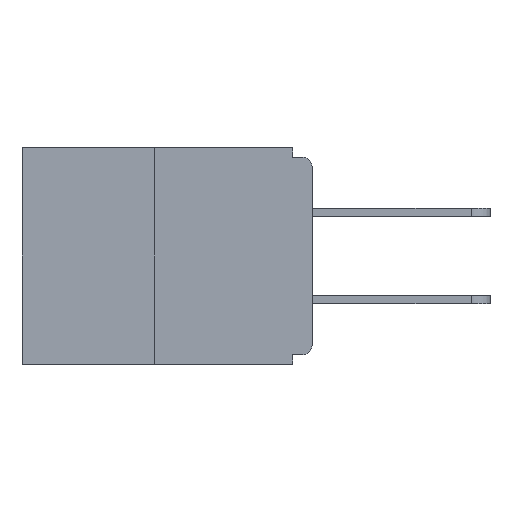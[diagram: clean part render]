
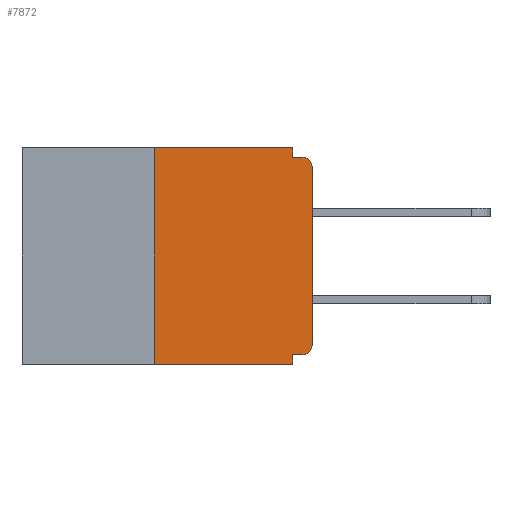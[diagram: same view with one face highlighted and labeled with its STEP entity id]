
A CAD part, left-side view. The second image highlights one B-rep face of the part: STEP entity #7872.
In plain terms, the highlighted planar face has unit normal (-1, 0, 0).
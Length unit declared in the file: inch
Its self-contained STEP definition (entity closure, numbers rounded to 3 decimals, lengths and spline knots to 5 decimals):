
#499 = CARTESIAN_POINT ( 'NONE',  ( 0., 0.031, -0.015 ) ) ;
#599 = VERTEX_POINT ( 'NONE', #1448 ) ;
#636 = EDGE_CURVE ( 'NONE', #5939, #4529, #11915, .T. ) ;
#855 = DIRECTION ( 'NONE',  ( 0., -1., 0. ) ) ;
#888 = CARTESIAN_POINT ( 'NONE',  ( 0., 0.25, -0.343 ) ) ;
#1024 = CIRCLE ( 'NONE', #2528, 0.015 ) ;
#1448 = CARTESIAN_POINT ( 'NONE',  ( 0., 0.031, -0.328 ) ) ;
#1463 = PLANE ( 'NONE',  #6710 ) ;
#1569 = DIRECTION ( 'NONE',  ( 0., -1., 0. ) ) ;
#1583 = VERTEX_POINT ( 'NONE', #499 ) ;
#1601 = CARTESIAN_POINT ( 'NONE',  ( 0., 0., -0.328 ) ) ;
#1708 = CARTESIAN_POINT ( 'NONE',  ( 0., 0., 0. ) ) ;
#1765 = LINE ( 'NONE', #5171, #7034 ) ;
#2072 = VECTOR ( 'NONE', #6068, 39.37008 ) ;
#2113 = EDGE_CURVE ( 'NONE', #10299, #1583, #5384, .T. ) ;
#2281 = VECTOR ( 'NONE', #10224, 39.37008 ) ;
#2314 = ORIENTED_EDGE ( 'NONE', *, *, #2880, .T. ) ;
#2364 = LINE ( 'NONE', #7887, #2072 ) ;
#2450 = VERTEX_POINT ( 'NONE', #11927 ) ;
#2528 = AXIS2_PLACEMENT_3D ( 'NONE', #7162, #9346, #5596 ) ;
#2845 = CARTESIAN_POINT ( 'NONE',  ( 0., 0.031, 0. ) ) ;
#2855 = CARTESIAN_POINT ( 'NONE',  ( 0., 0., -0.313 ) ) ;
#2860 = CARTESIAN_POINT ( 'NONE',  ( 0., 0.25, 0. ) ) ;
#2880 = EDGE_CURVE ( 'NONE', #5939, #10309, #7826, .T. ) ;
#3241 = DIRECTION ( 'NONE',  ( 0., 0., -1. ) ) ;
#3267 = ORIENTED_EDGE ( 'NONE', *, *, #2113, .F. ) ;
#3483 = VECTOR ( 'NONE', #7525, 39.37008 ) ;
#3497 = ORIENTED_EDGE ( 'NONE', *, *, #5012, .T. ) ;
#3542 = VECTOR ( 'NONE', #3779, 39.37008 ) ;
#3625 = EDGE_CURVE ( 'NONE', #4529, #10299, #7082, .T. ) ;
#3646 = ORIENTED_EDGE ( 'NONE', *, *, #7682, .F. ) ;
#3729 = VERTEX_POINT ( 'NONE', #6784 ) ;
#3779 = DIRECTION ( 'NONE',  ( 0., 1., 0. ) ) ;
#3810 = ORIENTED_EDGE ( 'NONE', *, *, #8228, .F. ) ;
#4093 = AXIS2_PLACEMENT_3D ( 'NONE', #8775, #7966, #3241 ) ;
#4247 = DIRECTION ( 'NONE',  ( 0., 0., -1. ) ) ;
#4529 = VERTEX_POINT ( 'NONE', #11280 ) ;
#4949 = EDGE_CURVE ( 'NONE', #1583, #3729, #2364, .T. ) ;
#4981 = EDGE_CURVE ( 'NONE', #2450, #3729, #1024, .T. ) ;
#5012 = EDGE_CURVE ( 'NONE', #5473, #2450, #5304, .T. ) ;
#5171 = CARTESIAN_POINT ( 'NONE',  ( 0., 0.031, -0.343 ) ) ;
#5304 = LINE ( 'NONE', #1708, #6336 ) ;
#5384 = LINE ( 'NONE', #2845, #2281 ) ;
#5462 = FACE_OUTER_BOUND ( 'NONE', #5704, .T. ) ;
#5473 = VERTEX_POINT ( 'NONE', #2855 ) ;
#5596 = DIRECTION ( 'NONE',  ( 0., 0., -1. ) ) ;
#5668 = CIRCLE ( 'NONE', #4093, 0.015 ) ;
#5704 = EDGE_LOOP ( 'NONE', ( #11366, #8887, #2314, #3810, #3646, #8782, #3497, #7483, #5845, #3267 ) ) ;
#5845 = ORIENTED_EDGE ( 'NONE', *, *, #4949, .F. ) ;
#5939 = VERTEX_POINT ( 'NONE', #888 ) ;
#6068 = DIRECTION ( 'NONE',  ( 0., -1., 0. ) ) ;
#6071 = EDGE_CURVE ( 'NONE', #10672, #5473, #5668, .T. ) ;
#6336 = VECTOR ( 'NONE', #8338, 39.37008 ) ;
#6710 = AXIS2_PLACEMENT_3D ( 'NONE', #9066, #8122, #9910 ) ;
#6784 = CARTESIAN_POINT ( 'NONE',  ( 0., 0.015, -0.015 ) ) ;
#7034 = VECTOR ( 'NONE', #4247, 39.37008 ) ;
#7082 = LINE ( 'NONE', #10177, #7392 ) ;
#7162 = CARTESIAN_POINT ( 'NONE',  ( 0., 0.015, -0.03 ) ) ;
#7286 = CARTESIAN_POINT ( 'NONE',  ( 0., 0.031, 0. ) ) ;
#7392 = VECTOR ( 'NONE', #855, 39.37008 ) ;
#7483 = ORIENTED_EDGE ( 'NONE', *, *, #4981, .T. ) ;
#7525 = DIRECTION ( 'NONE',  ( 0., 0., 1. ) ) ;
#7682 = EDGE_CURVE ( 'NONE', #10672, #599, #10850, .T. ) ;
#7826 = LINE ( 'NONE', #8080, #10596 ) ;
#7872 = ADVANCED_FACE ( 'NONE', ( #5462 ), #1463, .F. ) ;
#7887 = CARTESIAN_POINT ( 'NONE',  ( 0., 0., -0.015 ) ) ;
#7966 = DIRECTION ( 'NONE',  ( -1., 0., 0. ) ) ;
#8080 = CARTESIAN_POINT ( 'NONE',  ( 0., 0.46, -0.343 ) ) ;
#8122 = DIRECTION ( 'NONE',  ( 1., 0., 0. ) ) ;
#8228 = EDGE_CURVE ( 'NONE', #599, #10309, #1765, .T. ) ;
#8338 = DIRECTION ( 'NONE',  ( 0., 0., 1. ) ) ;
#8775 = CARTESIAN_POINT ( 'NONE',  ( 0., 0.015, -0.313 ) ) ;
#8782 = ORIENTED_EDGE ( 'NONE', *, *, #6071, .T. ) ;
#8887 = ORIENTED_EDGE ( 'NONE', *, *, #636, .F. ) ;
#9007 = CARTESIAN_POINT ( 'NONE',  ( 0., 0.015, -0.328 ) ) ;
#9066 = CARTESIAN_POINT ( 'NONE',  ( 0., 0.46, 0. ) ) ;
#9346 = DIRECTION ( 'NONE',  ( -1., 0., 0. ) ) ;
#9910 = DIRECTION ( 'NONE',  ( 0., 0., -1. ) ) ;
#10177 = CARTESIAN_POINT ( 'NONE',  ( 0., 0.46, 0. ) ) ;
#10224 = DIRECTION ( 'NONE',  ( 0., 0., -1. ) ) ;
#10299 = VERTEX_POINT ( 'NONE', #7286 ) ;
#10309 = VERTEX_POINT ( 'NONE', #11027 ) ;
#10596 = VECTOR ( 'NONE', #1569, 39.37008 ) ;
#10672 = VERTEX_POINT ( 'NONE', #9007 ) ;
#10850 = LINE ( 'NONE', #1601, #3542 ) ;
#11027 = CARTESIAN_POINT ( 'NONE',  ( 0., 0.031, -0.343 ) ) ;
#11280 = CARTESIAN_POINT ( 'NONE',  ( 0., 0.25, 0. ) ) ;
#11366 = ORIENTED_EDGE ( 'NONE', *, *, #3625, .F. ) ;
#11915 = LINE ( 'NONE', #2860, #3483 ) ;
#11927 = CARTESIAN_POINT ( 'NONE',  ( 0., 0., -0.03 ) ) ;
